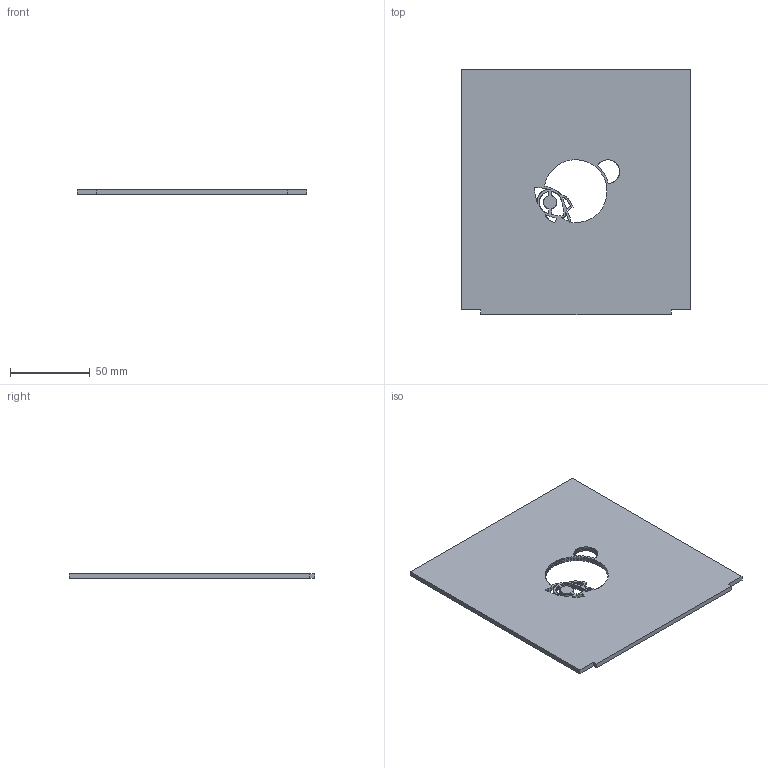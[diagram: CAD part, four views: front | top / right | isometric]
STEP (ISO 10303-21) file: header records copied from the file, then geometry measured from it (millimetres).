
FILE_DESCRIPTION(/* description */ (''),/* implementation_level */ '2;1');
FILE_NAME(/* name */ 'Tapa Delantera.step',/* time_stamp */ '2020-11-30T13:33:11-06:00',/* author */ (''),/* organization */ (''),/* preprocessor_version */ 'ST-DEVELOPER v18.1',/* originating_system */ 'Autodesk Translation Framework v9.3.0.1241',/* authorisation */ '');
FILE_SCHEMA (('AUTOMOTIVE_DESIGN { 1 0 10303 214 3 1 1 }'));
Length unit declared in the file: millimetre
Products named in the file (1): Tapa Delantera
Bounding box: 144 x 154 x 3 mm (x, y, z)
Volume: 62415.1 mm3; surface area: 44415.7 mm2
Topology: 1 solids, 1 shells, 569 faces, 1701 edges, 1134 vertices
Faces by surface type: plane 568, cylinder 1
Entity records: 18802 total; most frequent: CARTESIAN_POINT 3405, ORIENTED_EDGE 3402, DIRECTION 2843, EDGE_CURVE 1701, LINE 1699, VECTOR 1699, VERTEX_POINT 1134, EDGE_LOOP 585
